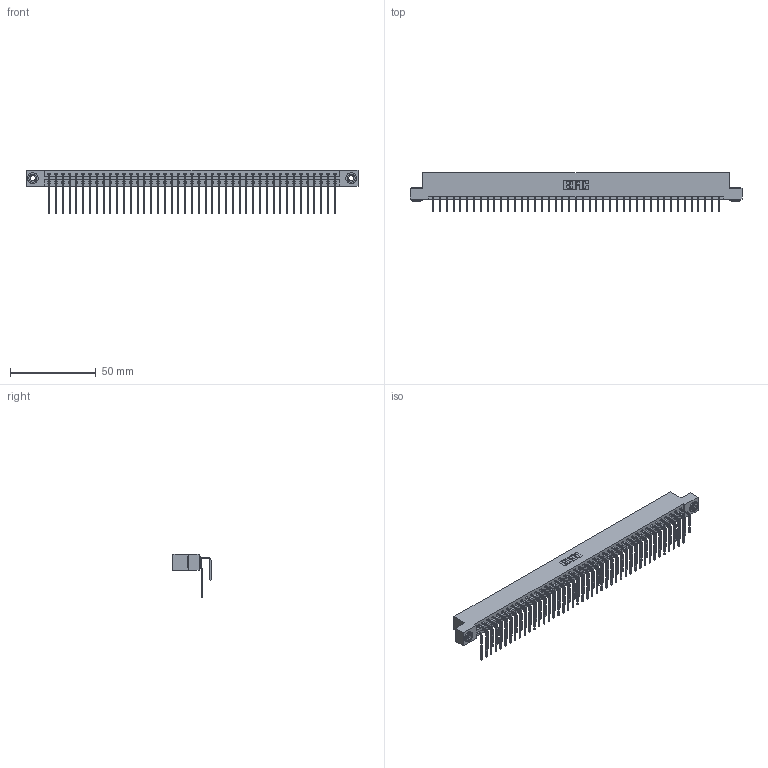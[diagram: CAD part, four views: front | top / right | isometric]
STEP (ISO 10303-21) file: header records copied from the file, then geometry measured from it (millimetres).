
FILE_DESCRIPTION (( 'STEP AP203' ), '1' );
FILE_NAME ('387-086-558-203.STEP', '2019-10-23T04:24:35', ( '' ), ( '' ), 'SwSTEP 2.0', 'SolidWorks 2016', '' );
FILE_SCHEMA (( 'CONFIG_CONTROL_DESIGN' ));
Length unit declared in the file: inch
Products named in the file (5): 345-292-001_558 Tail - 2; 337 Part_Flush Mounting Lugs - 0.156 Dia-TH; 387-086-558-203; 345-250-002_345-250-002-102; 345-292-001_558 559 Tail - 1
Assembly tree (89 placements, depth 2):
  387-086-558-203
    337 Part_Flush Mounting Lugs - 0.156 Dia-TH
    345-292-001_558 559 Tail - 1  x43
    345-292-001_558 Tail - 2  x43
    345-250-002_345-250-002-102  x2
Bounding box: 193.4 x 22.17 x 25.53 mm (x, y, z)
Volume: 20910.4 mm3; surface area: 26364.4 mm2
Topology: 89 solids, 89 shells, 4968 faces, 14749 edges, 9714 vertices
Faces by surface type: plane 3520, cylinder 1440, cone 8
Entity records: 35644 total; most frequent: CARTESIAN_POINT 6024, ORIENTED_EDGE 5902, DIRECTION 5137, EDGE_CURVE 2951, LINE 2759, VECTOR 2759, VERTEX_POINT 1962, AXIS2_PLACEMENT_3D 1189
